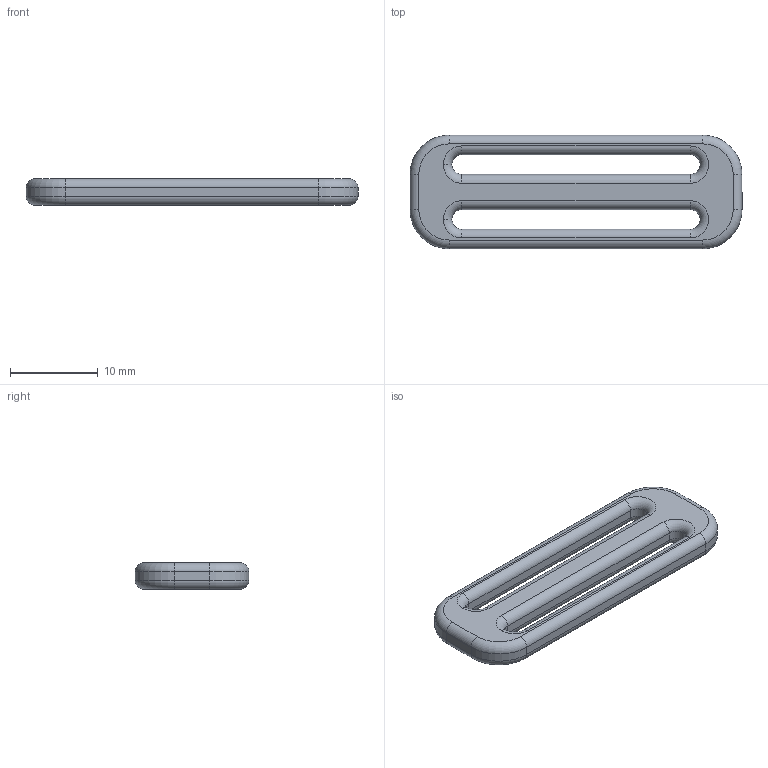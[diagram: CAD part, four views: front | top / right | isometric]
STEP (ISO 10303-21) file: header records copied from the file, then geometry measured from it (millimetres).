
FILE_DESCRIPTION (( 'STEP AP214' ), '1' );
FILE_NAME ('Watchy_Chain.STEP', '2021-03-15T08:29:49', ( '' ), ( '' ), 'SwSTEP 2.0', 'SolidWorks 2018', '' );
FILE_SCHEMA (( 'AUTOMOTIVE_DESIGN' ));
Length unit declared in the file: millimetre
Products named in the file (1): Watchy_Chain
Bounding box: 37.8 x 12.95 x 3 mm (x, y, z)
Volume: 952.6 mm3; surface area: 1150.7 mm2
Topology: 1 solids, 1 shells, 56 faces, 126 edges, 72 vertices
Faces by surface type: cylinder 26, torus 20, plane 10
Entity records: 1600 total; most frequent: DIRECTION 316, CARTESIAN_POINT 255, ORIENTED_EDGE 252, AXIS2_PLACEMENT_3D 133, EDGE_CURVE 126, CIRCLE 76, VERTEX_POINT 72, EDGE_LOOP 60
